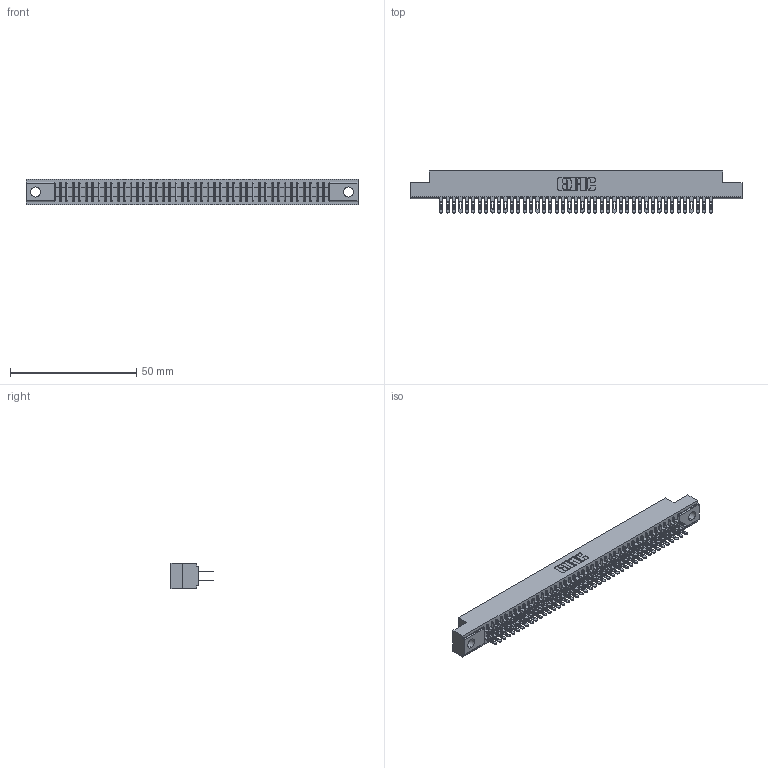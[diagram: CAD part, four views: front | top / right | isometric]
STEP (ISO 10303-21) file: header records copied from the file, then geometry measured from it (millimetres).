
FILE_DESCRIPTION (( 'STEP AP203' ), '1' );
FILE_NAME ('341-086-500-204.STEP', '2018-08-07T22:56:06', ( '' ), ( '' ), 'SwSTEP 2.0', 'SolidWorks 2016', '' );
FILE_SCHEMA (( 'CONFIG_CONTROL_DESIGN' ));
Length unit declared in the file: inch
Products named in the file (3): 341 Part_.156 (3.96) Dia Mounting Holes; 341-292-001_341-292-100; 341-086-500-204
Assembly tree (87 placements, depth 2):
  341-086-500-204
    341 Part_.156 (3.96) Dia Mounting Holes
    341-292-001_341-292-100  x86
Bounding box: 131.44 x 16.69 x 10.16 mm (x, y, z)
Volume: 9712.5 mm3; surface area: 17876 mm2
Topology: 87 solids, 87 shells, 5806 faces, 16821 edges, 10894 vertices
Faces by surface type: plane 3350, cylinder 2284, sphere 88, torus 84
Entity records: 52332 total; most frequent: CARTESIAN_POINT 8703, ORIENTED_EDGE 8646, DIRECTION 8441, EDGE_CURVE 4323, VECTOR 3497, LINE 3497, VERTEX_POINT 2734, AXIS2_PLACEMENT_3D 2472
